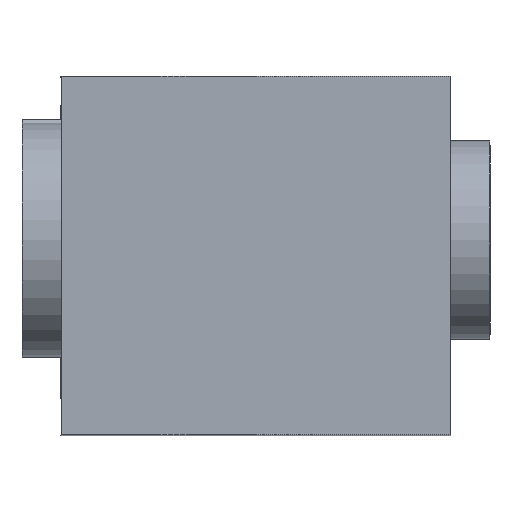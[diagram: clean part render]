
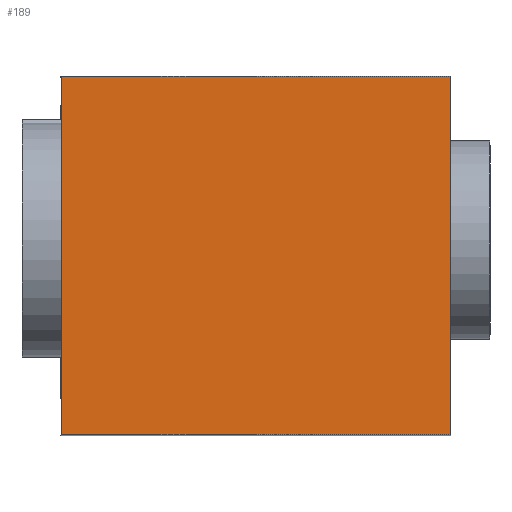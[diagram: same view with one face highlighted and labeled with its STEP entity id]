
A CAD part, top view. The second image highlights one B-rep face of the part: STEP entity #189.
In plain terms, the highlighted planar face has unit normal (0, 0, 1).
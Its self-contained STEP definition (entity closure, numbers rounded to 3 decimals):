
#70 = VERTEX_POINT('',#71);
#71 = CARTESIAN_POINT('',(0.,-5.,16.7));
#86 = VERTEX_POINT('',#87);
#87 = CARTESIAN_POINT('',(0.,4.2,16.7));
#93 = EDGE_CURVE('',#70,#86,#94,.T.);
#94 = LINE('',#95,#96);
#95 = CARTESIAN_POINT('',(0.,-5.,16.7));
#96 = VECTOR('',#97,1.);
#97 = DIRECTION('',(0.,1.,0.));
#171 = EDGE_CURVE('',#70,#172,#174,.T.);
#172 = VERTEX_POINT('',#173);
#173 = CARTESIAN_POINT('',(10.,-5.,16.7));
#174 = LINE('',#175,#176);
#175 = CARTESIAN_POINT('',(0.,-5.,16.7));
#176 = VECTOR('',#177,1.);
#177 = DIRECTION('',(1.,0.,0.));
#189 = ADVANCED_FACE('',(#190),#208,.T.);
#190 = FACE_BOUND('',#191,.T.);
#191 = EDGE_LOOP('',(#192,#193,#194,#202));
#192 = ORIENTED_EDGE('',*,*,#93,.F.);
#193 = ORIENTED_EDGE('',*,*,#171,.T.);
#194 = ORIENTED_EDGE('',*,*,#195,.T.);
#195 = EDGE_CURVE('',#172,#196,#198,.T.);
#196 = VERTEX_POINT('',#197);
#197 = CARTESIAN_POINT('',(10.,4.2,16.7));
#198 = LINE('',#199,#200);
#199 = CARTESIAN_POINT('',(10.,-5.,16.7));
#200 = VECTOR('',#201,1.);
#201 = DIRECTION('',(0.,1.,0.));
#202 = ORIENTED_EDGE('',*,*,#203,.F.);
#203 = EDGE_CURVE('',#86,#196,#204,.T.);
#204 = LINE('',#205,#206);
#205 = CARTESIAN_POINT('',(0.,4.2,16.7));
#206 = VECTOR('',#207,1.);
#207 = DIRECTION('',(1.,0.,0.));
#208 = PLANE('',#209);
#209 = AXIS2_PLACEMENT_3D('',#210,#211,#212);
#210 = CARTESIAN_POINT('',(0.,-5.,16.7));
#211 = DIRECTION('',(0.,0.,1.));
#212 = DIRECTION('',(1.,0.,0.));
